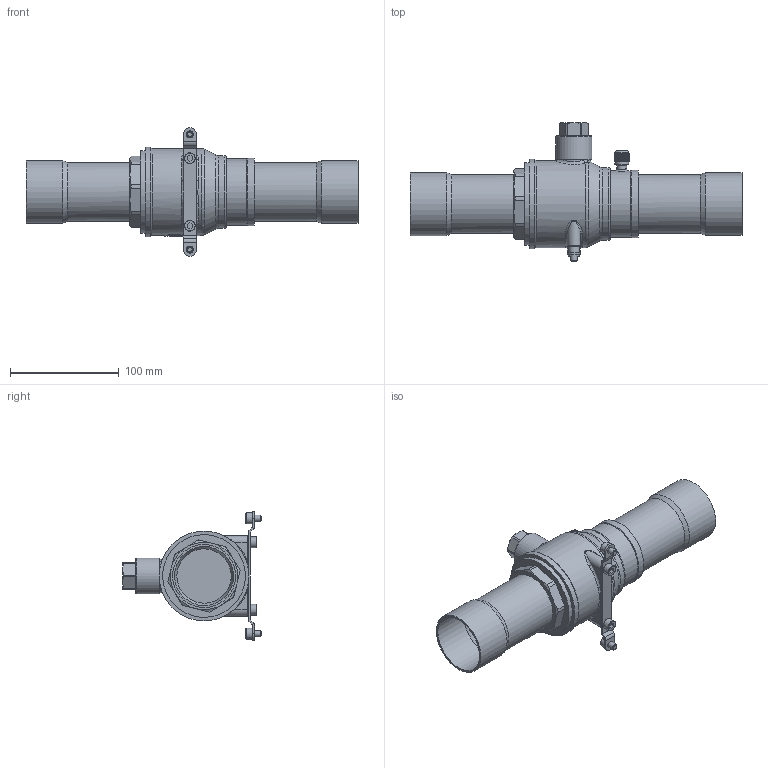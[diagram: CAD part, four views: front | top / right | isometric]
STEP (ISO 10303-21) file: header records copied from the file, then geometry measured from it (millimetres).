
FILE_DESCRIPTION(/* description */ (''),/* implementation_level */ '2;1');
FILE_NAME(/* name */ '009L7059R.stp',/* time_stamp */ '2022-08-08T11:51:33+03:00',/* author */ ('U403152'),/* organization */ (''),/* preprocessor_version */ 'ST-DEVELOPER v18.1',/* originating_system */ 'Autodesk Inventor 2020',/* authorisation */ '');
FILE_SCHEMA (('AUTOMOTIVE_DESIGN { 1 0 10303 214 3 1 1 }'));
Products named in the file (1): Part1
Bounding box: 305.1 x 127.2 x 118 mm (x, y, z)
Volume: 350359.1 mm3; surface area: 132732.8 mm2
Topology: 1 solids, 9 shells, 1961 faces, 5207 edges, 3479 vertices
Faces by surface type: plane 1316, cylinder 408, bspline 174, cone 39, torus 24
Full cylindrical faces by diameter (mm): 5 x2, 6 x4, 6.5 x4, 9 x2, 9.8 x1, 10 x4, 11.1 x1, 12.729 x2, 13.529 x1, 27 x1, 29.5 x1, 33 x1, 50 x2, 54 x2, 54.2 x2, 57.92 x2, 61 x1, 62 x1, 67 x1, 76 x1, 80 x1, 82.5 x1
Entity records: 75980 total; most frequent: CARTESIAN_POINT 23951, DIRECTION 11100, ORIENTED_EDGE 10410, EDGE_CURVE 5205, AXIS2_PLACEMENT_3D 4767, VERTEX_POINT 3479, EDGE_LOOP 2184, FACE_OUTER_BOUND 1961
